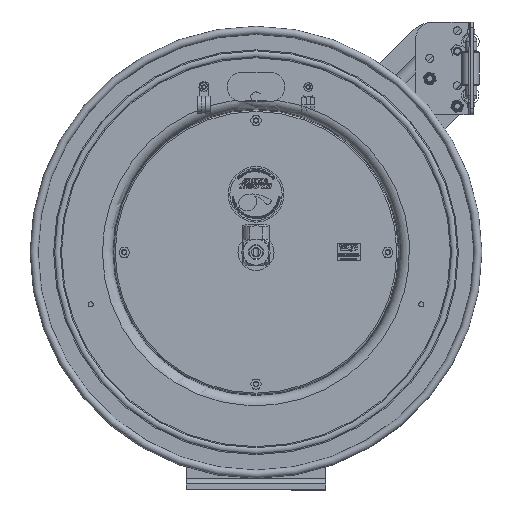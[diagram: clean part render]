
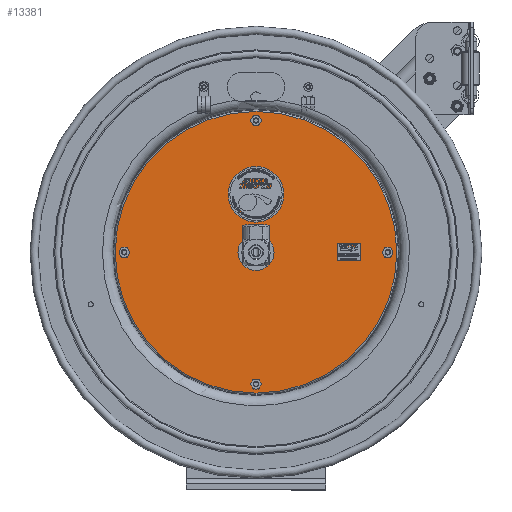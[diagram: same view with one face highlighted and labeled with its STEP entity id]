
A CAD part, top view. The second image highlights one B-rep face of the part: STEP entity #13381.
In plain terms, the highlighted planar face has unit normal (0, 0, 1).
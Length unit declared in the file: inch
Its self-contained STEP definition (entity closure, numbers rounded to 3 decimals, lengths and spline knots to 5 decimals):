
#13306=CARTESIAN_POINT('',(6.0775,10.25184,4.8892));
#13307=VERTEX_POINT('',#13306);
#13308=CARTESIAN_POINT('',(0.,10.25184,4.8892));
#13309=DIRECTION('',(0.0,0.0,-1.0));
#13310=DIRECTION('',(-1.0,0.0,0.0));
#13311=AXIS2_PLACEMENT_3D('',#13308,#13309,#13310);
#13312=CIRCLE('',#13311,6.0775);
#13313=EDGE_CURVE('',#13307,#13307,#13312,.T.);
#13318=CARTESIAN_POINT('',(0.,10.25184,4.8892));
#13319=DIRECTION('',(0.0,0.0,1.0));
#13320=DIRECTION('',(-1.0,0.0,0.0));
#13321=AXIS2_PLACEMENT_3D('',#13318,#13319,#13320);
#13322=PLANE('',#13321);
#13323=ORIENTED_EDGE('',*,*,#13313,.F.);
#13324=EDGE_LOOP('',(#13323));
#13325=FACE_OUTER_BOUND('',#13324,.T.);
#13326=CARTESIAN_POINT('',(-0.14,15.93934,4.8892));
#13327=VERTEX_POINT('',#13326);
#13328=CARTESIAN_POINT('',(0.,15.93934,4.8892));
#13329=DIRECTION('',(0.0,0.0,-1.0));
#13330=DIRECTION('',(-1.0,0.0,0.0));
#13331=AXIS2_PLACEMENT_3D('',#13328,#13329,#13330);
#13332=CIRCLE('',#13331,0.14);
#13333=EDGE_CURVE('',#13327,#13327,#13332,.T.);
#13334=ORIENTED_EDGE('',*,*,#13333,.T.);
#13335=EDGE_LOOP('',(#13334));
#13336=FACE_BOUND('',#13335,.T.);
#13337=CARTESIAN_POINT('',(-0.14,4.56434,4.8892));
#13338=VERTEX_POINT('',#13337);
#13339=CARTESIAN_POINT('',(0.,4.56434,4.8892));
#13340=DIRECTION('',(0.0,0.0,-1.0));
#13341=DIRECTION('',(-1.0,0.0,0.0));
#13342=AXIS2_PLACEMENT_3D('',#13339,#13340,#13341);
#13343=CIRCLE('',#13342,0.14);
#13344=EDGE_CURVE('',#13338,#13338,#13343,.T.);
#13345=ORIENTED_EDGE('',*,*,#13344,.T.);
#13346=EDGE_LOOP('',(#13345));
#13347=FACE_BOUND('',#13346,.T.);
#13348=CARTESIAN_POINT('',(5.5475,10.25184,4.8892));
#13349=VERTEX_POINT('',#13348);
#13350=CARTESIAN_POINT('',(5.6875,10.25184,4.8892));
#13351=DIRECTION('',(0.0,0.0,-1.0));
#13352=DIRECTION('',(-1.0,0.0,0.0));
#13353=AXIS2_PLACEMENT_3D('',#13350,#13351,#13352);
#13354=CIRCLE('',#13353,0.14);
#13355=EDGE_CURVE('',#13349,#13349,#13354,.T.);
#13356=ORIENTED_EDGE('',*,*,#13355,.T.);
#13357=EDGE_LOOP('',(#13356));
#13358=FACE_BOUND('',#13357,.T.);
#13359=CARTESIAN_POINT('',(-5.8275,10.25184,4.8892));
#13360=VERTEX_POINT('',#13359);
#13361=CARTESIAN_POINT('',(-5.6875,10.25184,4.8892));
#13362=DIRECTION('',(0.0,0.0,-1.0));
#13363=DIRECTION('',(-1.0,0.0,0.0));
#13364=AXIS2_PLACEMENT_3D('',#13361,#13362,#13363);
#13365=CIRCLE('',#13364,0.14);
#13366=EDGE_CURVE('',#13360,#13360,#13365,.T.);
#13367=ORIENTED_EDGE('',*,*,#13366,.T.);
#13368=EDGE_LOOP('',(#13367));
#13369=FACE_BOUND('',#13368,.T.);
#13370=CARTESIAN_POINT('',(-0.655,10.25184,4.8892));
#13371=VERTEX_POINT('',#13370);
#13372=CARTESIAN_POINT('',(0.,10.25184,4.8892));
#13373=DIRECTION('',(0.0,0.0,-1.0));
#13374=DIRECTION('',(1.0,0.0,0.0));
#13375=AXIS2_PLACEMENT_3D('',#13372,#13373,#13374);
#13376=CIRCLE('',#13375,0.655);
#13377=EDGE_CURVE('',#13371,#13371,#13376,.T.);
#13378=ORIENTED_EDGE('',*,*,#13377,.T.);
#13379=EDGE_LOOP('',(#13378));
#13380=FACE_BOUND('',#13379,.T.);
#13381=ADVANCED_FACE('',(#13325,#13336,#13347,#13358,#13369,#13380),#13322,.T.);
